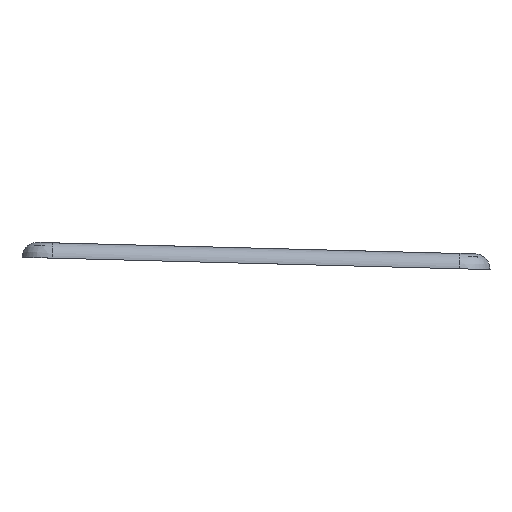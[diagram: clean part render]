
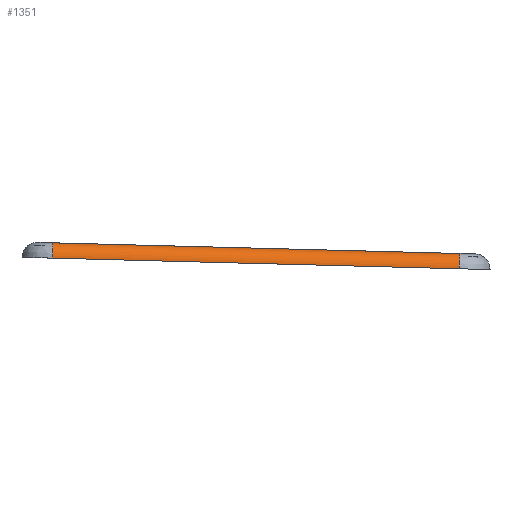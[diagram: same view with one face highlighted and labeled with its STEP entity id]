
A CAD part, left-side view. The second image highlights one B-rep face of the part: STEP entity #1351.
In plain terms, the highlighted cylindrical face has radius 5 mm (diameter 10 mm), a partial arc.
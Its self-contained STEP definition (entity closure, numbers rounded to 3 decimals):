
#139=FACE_OUTER_BOUND('',#215,.T.);
#215=EDGE_LOOP('',(#1151,#1152,#1153,#1154));
#346=LINE('',#2298,#466);
#347=LINE('',#2301,#467);
#466=VECTOR('',#1882,10.);
#467=VECTOR('',#1885,10.);
#538=CIRCLE('',#1490,5.);
#540=CIRCLE('',#1493,5.);
#665=VERTEX_POINT('',#2291);
#666=VERTEX_POINT('',#2293);
#667=VERTEX_POINT('',#2297);
#668=VERTEX_POINT('',#2299);
#849=EDGE_CURVE('',#665,#666,#538,.T.);
#851=EDGE_CURVE('',#665,#667,#346,.T.);
#852=EDGE_CURVE('',#667,#668,#540,.T.);
#853=EDGE_CURVE('',#668,#666,#347,.T.);
#1151=ORIENTED_EDGE('',*,*,#849,.F.);
#1152=ORIENTED_EDGE('',*,*,#851,.T.);
#1153=ORIENTED_EDGE('',*,*,#852,.T.);
#1154=ORIENTED_EDGE('',*,*,#853,.T.);
#1281=CYLINDRICAL_SURFACE('',#1492,5.);
#1351=ADVANCED_FACE('',(#139),#1281,.T.);
#1490=AXIS2_PLACEMENT_3D('',#2294,#1876,#1877);
#1492=AXIS2_PLACEMENT_3D('',#2296,#1880,#1881);
#1493=AXIS2_PLACEMENT_3D('',#2300,#1883,#1884);
#1876=DIRECTION('center_axis',(0.,1.,0.026));
#1877=DIRECTION('ref_axis',(-1.,0.,0.));
#1880=DIRECTION('center_axis',(0.,-1.,-0.026));
#1881=DIRECTION('ref_axis',(-0.707,-0.019,0.707));
#1882=DIRECTION('',(0.,-1.,-0.026));
#1883=DIRECTION('center_axis',(0.,1.,0.026));
#1884=DIRECTION('ref_axis',(-1.,0.,0.));
#1885=DIRECTION('',(0.,1.,0.026));
#2291=CARTESIAN_POINT('',(-122.665,195.878,21.243));
#2293=CARTESIAN_POINT('',(-117.665,195.747,26.242));
#2294=CARTESIAN_POINT('Origin',(-117.665,195.878,21.243));
#2296=CARTESIAN_POINT('Origin',(-117.665,162.639,20.373));
#2297=CARTESIAN_POINT('',(-122.665,62.924,17.762));
#2298=CARTESIAN_POINT('',(-122.665,62.924,17.762));
#2299=CARTESIAN_POINT('',(-117.665,62.793,22.76));
#2300=CARTESIAN_POINT('Origin',(-117.665,62.924,17.762));
#2301=CARTESIAN_POINT('',(-117.665,162.509,25.371));
